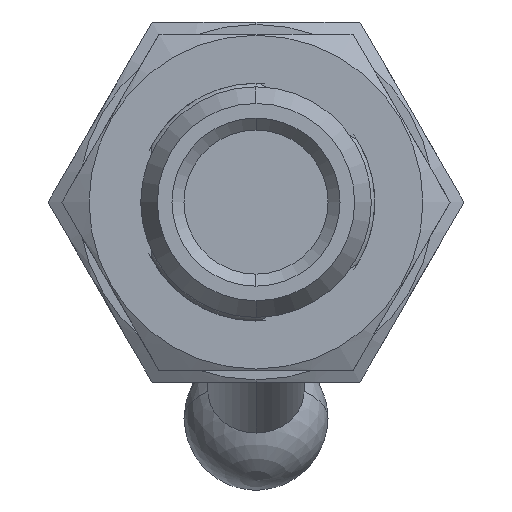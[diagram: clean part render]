
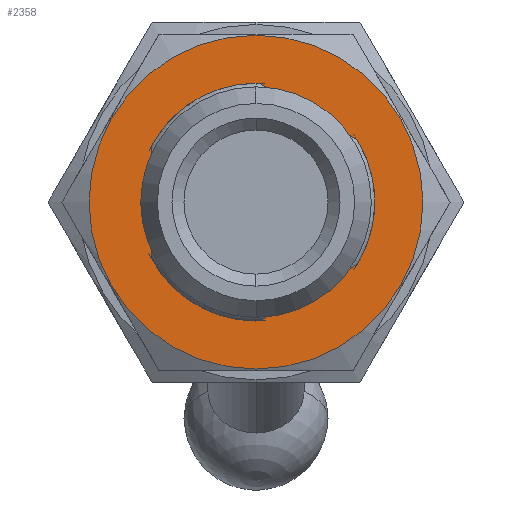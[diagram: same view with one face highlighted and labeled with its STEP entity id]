
A CAD part, front view. The second image highlights one B-rep face of the part: STEP entity #2358.
In plain terms, the highlighted planar face has unit normal (0, -1, 0).
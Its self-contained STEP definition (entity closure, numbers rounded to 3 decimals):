
#15 = CARTESIAN_POINT ( 'NONE',  ( 0., 6.5, 0. ) ) ;
#18 = AXIS2_PLACEMENT_3D ( 'NONE', #15, #30, #29 ) ;
#19 = CIRCLE ( 'NONE', #18, 4.95 ) ;
#29 = DIRECTION ( 'NONE',  ( 0., 0., -1. ) ) ;
#30 = DIRECTION ( 'NONE',  ( 0., -1., 0. ) ) ;
#118 = CARTESIAN_POINT ( 'NONE',  ( 4.221, 6.5, -2.586 ) ) ;
#122 = VECTOR ( 'NONE', #154, 1000. ) ;
#126 = LINE ( 'NONE', #138, #137 ) ;
#127 = CARTESIAN_POINT ( 'NONE',  ( 4.221, 6.5, 2.586 ) ) ;
#136 = DIRECTION ( 'NONE',  ( 0.866, 0., 0.5 ) ) ;
#137 = VECTOR ( 'NONE', #136, 1000. ) ;
#138 = CARTESIAN_POINT ( 'NONE',  ( 4.221, 6.5, -2.586 ) ) ;
#149 = LINE ( 'NONE', #155, #122 ) ;
#154 = DIRECTION ( 'NONE',  ( -0.866, 0., 0.5 ) ) ;
#155 = CARTESIAN_POINT ( 'NONE',  ( 0.129, 6.5, 4.948 ) ) ;
#313 = CARTESIAN_POINT ( 'NONE',  ( 0.129, 6.5, -4.948 ) ) ;
#314 = DIRECTION ( 'NONE',  ( 0., -1., 0. ) ) ;
#315 = DIRECTION ( 'NONE',  ( 0., 0., -1. ) ) ;
#316 = AXIS2_PLACEMENT_3D ( 'NONE', #334, #314, #315 ) ;
#318 = CARTESIAN_POINT ( 'NONE',  ( 0., 6.5, 4.95 ) ) ;
#331 = CIRCLE ( 'NONE', #316, 4.95 ) ;
#334 = CARTESIAN_POINT ( 'NONE',  ( 0., 6.5, 0. ) ) ;
#441 = CARTESIAN_POINT ( 'NONE',  ( 0., 6.5, 6.95 ) ) ;
#456 = CARTESIAN_POINT ( 'NONE',  ( -4.35, 6.5, 2.362 ) ) ;
#468 = CARTESIAN_POINT ( 'NONE',  ( 0.129, 6.5, 4.948 ) ) ;
#471 = DIRECTION ( 'NONE',  ( 0., 0., -1. ) ) ;
#473 = DIRECTION ( 'NONE',  ( 0., -1., 0. ) ) ;
#474 = CARTESIAN_POINT ( 'NONE',  ( 0., 6.5, 0. ) ) ;
#475 = AXIS2_PLACEMENT_3D ( 'NONE', #474, #473, #471 ) ;
#484 = CIRCLE ( 'NONE', #475, 4.95 ) ;
#1039 = DIRECTION ( 'NONE',  ( 0., 0., -1. ) ) ;
#1040 = DIRECTION ( 'NONE',  ( 0., -1., 0. ) ) ;
#1041 = CARTESIAN_POINT ( 'NONE',  ( 0., 6.5, 0. ) ) ;
#1042 = AXIS2_PLACEMENT_3D ( 'NONE', #1041, #1040, #1039 ) ;
#1043 = CIRCLE ( 'NONE', #1042, 4.95 ) ;
#1055 = DIRECTION ( 'NONE',  ( 0., 0., -1. ) ) ;
#1056 = DIRECTION ( 'NONE',  ( 0., -1., 0. ) ) ;
#1058 = CARTESIAN_POINT ( 'NONE',  ( 4.95, 6.5, 0. ) ) ;
#1059 = AXIS2_PLACEMENT_3D ( 'NONE', #1058, #1056, #1055 ) ;
#1060 = PLANE ( 'NONE',  #1059 ) ;
#1066 = CARTESIAN_POINT ( 'NONE',  ( 0., 6.5, 0. ) ) ;
#1067 = AXIS2_PLACEMENT_3D ( 'NONE', #1066, #1101, #1099 ) ;
#1068 = CIRCLE ( 'NONE', #1067, 6.95 ) ;
#1080 = CARTESIAN_POINT ( 'NONE',  ( 0., 6.5, -6.95 ) ) ;
#1081 = DIRECTION ( 'NONE',  ( 0., 0., -1. ) ) ;
#1082 = DIRECTION ( 'NONE',  ( 0., -1., 0. ) ) ;
#1083 = CARTESIAN_POINT ( 'NONE',  ( 0., 6.5, 0. ) ) ;
#1084 = AXIS2_PLACEMENT_3D ( 'NONE', #1083, #1082, #1081 ) ;
#1085 = CIRCLE ( 'NONE', #1084, 6.95 ) ;
#1086 = DIRECTION ( 'NONE',  ( 0., 0., -1. ) ) ;
#1087 = VECTOR ( 'NONE', #1086, 1000. ) ;
#1088 = CARTESIAN_POINT ( 'NONE',  ( -4.35, 6.5, -2.362 ) ) ;
#1089 = LINE ( 'NONE', #1088, #1087 ) ;
#1097 = FACE_BOUND ( 'NONE', #2382, .T. ) ;
#1098 = FACE_OUTER_BOUND ( 'NONE', #2359, .T. ) ;
#1099 = DIRECTION ( 'NONE',  ( 0., 0., -1. ) ) ;
#1101 = DIRECTION ( 'NONE',  ( 0., -1., 0. ) ) ;
#1283 = CARTESIAN_POINT ( 'NONE',  ( 0., 6.5, -4.95 ) ) ;
#1284 = DIRECTION ( 'NONE',  ( 0., 0., -1. ) ) ;
#1285 = DIRECTION ( 'NONE',  ( 0., -1., 0. ) ) ;
#1298 = AXIS2_PLACEMENT_3D ( 'NONE', #1301, #1285, #1284 ) ;
#1299 = CIRCLE ( 'NONE', #1298, 4.95 ) ;
#1301 = CARTESIAN_POINT ( 'NONE',  ( 0., 6.5, 0. ) ) ;
#1305 = CARTESIAN_POINT ( 'NONE',  ( -4.35, 6.5, -2.362 ) ) ;
#2240 = VERTEX_POINT ( 'NONE', #118 ) ;
#2242 = EDGE_CURVE ( 'NONE', #2240, #2243, #19, .T. ) ;
#2243 = VERTEX_POINT ( 'NONE', #127 ) ;
#2247 = ORIENTED_EDGE ( 'NONE', *, *, #2345, .F. ) ;
#2248 = ORIENTED_EDGE ( 'NONE', *, *, #2249, .F. ) ;
#2249 = EDGE_CURVE ( 'NONE', #2243, #2342, #149, .T. ) ;
#2250 = ORIENTED_EDGE ( 'NONE', *, *, #2242, .F. ) ;
#2251 = ORIENTED_EDGE ( 'NONE', *, *, #2252, .F. ) ;
#2252 = EDGE_CURVE ( 'NONE', #2296, #2240, #126, .T. ) ;
#2259 = ORIENTED_EDGE ( 'NONE', *, *, #2372, .F. ) ;
#2296 = VERTEX_POINT ( 'NONE', #313 ) ;
#2297 = EDGE_CURVE ( 'NONE', #2299, #2338, #331, .T. ) ;
#2299 = VERTEX_POINT ( 'NONE', #318 ) ;
#2318 = VERTEX_POINT ( 'NONE', #441 ) ;
#2338 = VERTEX_POINT ( 'NONE', #456 ) ;
#2342 = VERTEX_POINT ( 'NONE', #468 ) ;
#2345 = EDGE_CURVE ( 'NONE', #2342, #2299, #484, .T. ) ;
#2357 = EDGE_CURVE ( 'NONE', #2318, #2388, #1068, .T. ) ;
#2358 = ADVANCED_FACE ( 'NONE', ( #1098, #1097 ), #1060, .T. ) ;
#2359 = EDGE_LOOP ( 'NONE', ( #2360, #2361 ) ) ;
#2360 = ORIENTED_EDGE ( 'NONE', *, *, #2387, .T. ) ;
#2361 = ORIENTED_EDGE ( 'NONE', *, *, #2357, .T. ) ;
#2372 = EDGE_CURVE ( 'NONE', #2419, #2296, #1043, .T. ) ;
#2382 = EDGE_LOOP ( 'NONE', ( #2383, #2384, #2386, #2247, #2248, #2250, #2251, #2259 ) ) ;
#2383 = ORIENTED_EDGE ( 'NONE', *, *, #2418, .F. ) ;
#2384 = ORIENTED_EDGE ( 'NONE', *, *, #2385, .F. ) ;
#2385 = EDGE_CURVE ( 'NONE', #2338, #2441, #1089, .T. ) ;
#2386 = ORIENTED_EDGE ( 'NONE', *, *, #2297, .F. ) ;
#2387 = EDGE_CURVE ( 'NONE', #2388, #2318, #1085, .T. ) ;
#2388 = VERTEX_POINT ( 'NONE', #1080 ) ;
#2418 = EDGE_CURVE ( 'NONE', #2441, #2419, #1299, .T. ) ;
#2419 = VERTEX_POINT ( 'NONE', #1283 ) ;
#2441 = VERTEX_POINT ( 'NONE', #1305 ) ;
